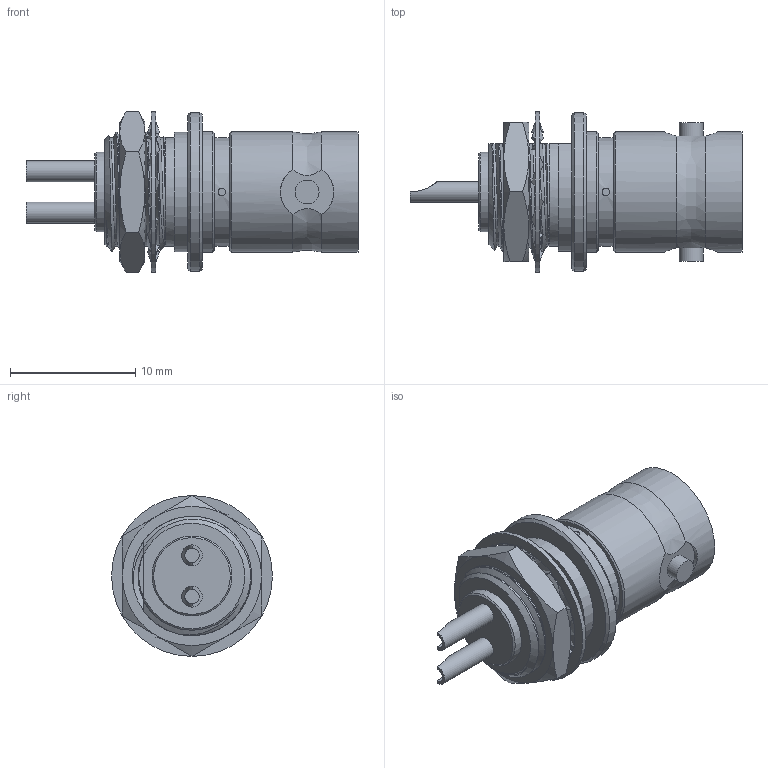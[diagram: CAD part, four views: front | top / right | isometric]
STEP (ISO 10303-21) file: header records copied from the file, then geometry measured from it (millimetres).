
FILE_DESCRIPTION (( 'STEP AP203' ), '1' );
FILE_NAME ('PE4238.step', '2019-11-12T16:01:56', ( '' ), ( '' ), 'SwSTEP 2.0', 'SolidWorks 2018', '' );
FILE_SCHEMA (( 'CONFIG_CONTROL_DESIGN' ));
Length unit declared in the file: inch
Products named in the file (1): PE4238
Bounding box: 26.5 x 12.84 x 12.84 mm (x, y, z)
Volume: 1198.4 mm3; surface area: 1895.8 mm2
Topology: 3 solids, 5 shells, 233 faces, 620 edges, 415 vertices
Faces by surface type: cylinder 72, bspline 67, plane 61, cone 33
Full cylindrical faces by diameter (mm): 0.597 x4, 0.711 x2, 0.965 x1, 1.016 x1, 1.143 x2, 1.627 x1, 1.651 x2, 1.717 x1, 1.905 x2, 2.054 x2, 2.057 x2, 2.108 x1, 6.374 x1, 6.985 x1, 8.255 x1, 8.688 x1, 9.601 x2, 9.655 x1, 12.7 x1, 12.837 x1
Entity records: 15024 total; most frequent: CARTESIAN_POINT 10078, ORIENTED_EDGE 1132, DIRECTION 762, EDGE_CURVE 566, VERTEX_POINT 400, AXIS2_PLACEMENT_3D 320, EDGE_LOOP 296, FACE_OUTER_BOUND 263
